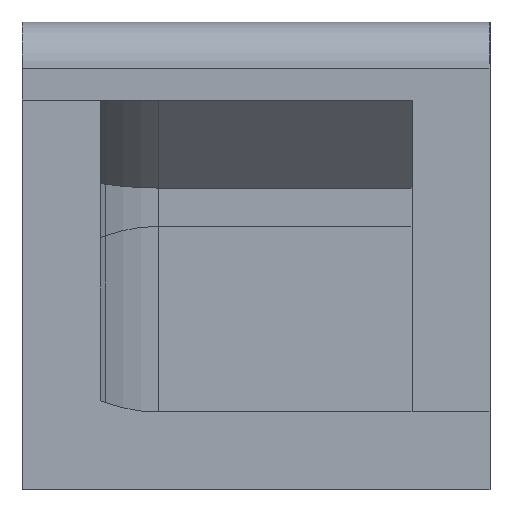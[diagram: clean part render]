
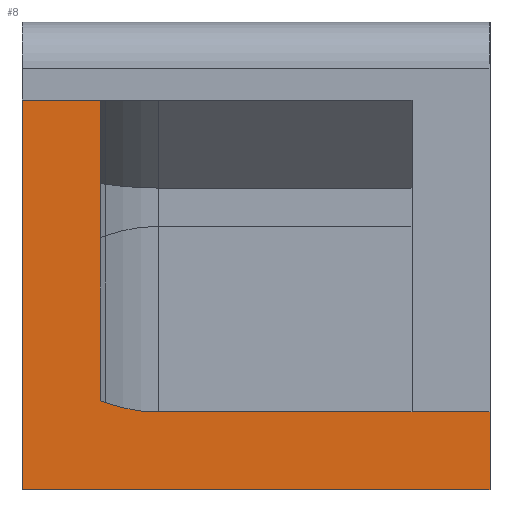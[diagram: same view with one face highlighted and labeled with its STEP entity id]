
A CAD part, front view. The second image highlights one B-rep face of the part: STEP entity #8.
In plain terms, the highlighted planar face has unit normal (0, -1, 0).
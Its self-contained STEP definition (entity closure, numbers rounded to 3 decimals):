
#8 = ADVANCED_FACE ( 'NONE', ( #268 ), #961, .T. ) ;
#108 = LINE ( 'NONE', #1431, #110 ) ;
#110 = VECTOR ( 'NONE', #1448, 1000. ) ;
#144 = VECTOR ( 'NONE', #998, 1000. ) ;
#154 = LINE ( 'NONE', #985, #144 ) ;
#170 = LINE ( 'NONE', #1046, #175 ) ;
#175 = VECTOR ( 'NONE', #1047, 1000. ) ;
#198 = VECTOR ( 'NONE', #1063, 1000. ) ;
#238 = LINE ( 'NONE', #1061, #198 ) ;
#268 = FACE_OUTER_BOUND ( 'NONE', #351, .T. ) ;
#351 = EDGE_LOOP ( 'NONE', ( #490, #478, #498, #458, #434, #470, #449, #475 ) ) ;
#434 = ORIENTED_EDGE ( 'NONE', *, *, #655, .F. ) ;
#449 = ORIENTED_EDGE ( 'NONE', *, *, #691, .T. ) ;
#458 = ORIENTED_EDGE ( 'NONE', *, *, #597, .F. ) ;
#470 = ORIENTED_EDGE ( 'NONE', *, *, #706, .T. ) ;
#475 = ORIENTED_EDGE ( 'NONE', *, *, #693, .F. ) ;
#478 = ORIENTED_EDGE ( 'NONE', *, *, #702, .T. ) ;
#490 = ORIENTED_EDGE ( 'NONE', *, *, #640, .F. ) ;
#498 = ORIENTED_EDGE ( 'NONE', *, *, #616, .T. ) ;
#597 = EDGE_CURVE ( 'NONE', #900, #908, #108, .T. ) ;
#616 = EDGE_CURVE ( 'NONE', #925, #908, #154, .T. ) ;
#640 = EDGE_CURVE ( 'NONE', #901, #889, #170, .T. ) ;
#655 = EDGE_CURVE ( 'NONE', #918, #900, #238, .T. ) ;
#691 = EDGE_CURVE ( 'NONE', #883, #919, #1498, .T. ) ;
#693 = EDGE_CURVE ( 'NONE', #889, #919, #1513, .T. ) ;
#702 = EDGE_CURVE ( 'NONE', #901, #925, #1527, .T. ) ;
#706 = EDGE_CURVE ( 'NONE', #918, #883, #1484, .T. ) ;
#730 = AXIS2_PLACEMENT_3D ( 'NONE', #955, #957, #959 ) ;
#792 = AXIS2_PLACEMENT_3D ( 'NONE', #1152, #1213, #1202 ) ;
#883 = VERTEX_POINT ( 'NONE', #1229 ) ;
#889 = VERTEX_POINT ( 'NONE', #1247 ) ;
#900 = VERTEX_POINT ( 'NONE', #1261 ) ;
#901 = VERTEX_POINT ( 'NONE', #1266 ) ;
#908 = VERTEX_POINT ( 'NONE', #1245 ) ;
#918 = VERTEX_POINT ( 'NONE', #1259 ) ;
#919 = VERTEX_POINT ( 'NONE', #1260 ) ;
#925 = VERTEX_POINT ( 'NONE', #1286 ) ;
#955 = CARTESIAN_POINT ( 'NONE',  ( -81.42, 38.674, 76.218 ) ) ;
#957 = DIRECTION ( 'NONE',  ( 0., -1., 0. ) ) ;
#959 = DIRECTION ( 'NONE',  ( 0., 0., -1. ) ) ;
#961 = PLANE ( 'NONE',  #730 ) ;
#985 = CARTESIAN_POINT ( 'NONE',  ( -74.043, 38.674, 62.15 ) ) ;
#998 = DIRECTION ( 'NONE',  ( -0.94, 0., 0.342 ) ) ;
#1046 = CARTESIAN_POINT ( 'NONE',  ( -78.022, 38.674, 51.218 ) ) ;
#1047 = DIRECTION ( 'NONE',  ( 1., 0., 0. ) ) ;
#1061 = CARTESIAN_POINT ( 'NONE',  ( -51.006, 38.674, 71.218 ) ) ;
#1063 = DIRECTION ( 'NONE',  ( 1., 0., 0. ) ) ;
#1152 = CARTESIAN_POINT ( 'NONE',  ( -42.243, 38.674, 61.218 ) ) ;
#1154 = CARTESIAN_POINT ( 'NONE',  ( -81.42, 38.674, 46.218 ) ) ;
#1160 = DIRECTION ( 'NONE',  ( 0., 0., -1. ) ) ;
#1162 = DIRECTION ( 'NONE',  ( 1., 0., 0. ) ) ;
#1163 = CARTESIAN_POINT ( 'NONE',  ( -21.006, 38.674, 76.218 ) ) ;
#1180 = DIRECTION ( 'NONE',  ( 0., 0., -1. ) ) ;
#1202 = DIRECTION ( 'NONE',  ( 0., 0., 1. ) ) ;
#1213 = DIRECTION ( 'NONE',  ( 0., 1., 0. ) ) ;
#1222 = CARTESIAN_POINT ( 'NONE',  ( -51.006, 38.674, 76.218 ) ) ;
#1229 = CARTESIAN_POINT ( 'NONE',  ( -51.006, 38.674, 46.218 ) ) ;
#1245 = CARTESIAN_POINT ( 'NONE',  ( -46.006, 38.674, 51.945 ) ) ;
#1247 = CARTESIAN_POINT ( 'NONE',  ( -21.006, 38.674, 51.218 ) ) ;
#1259 = CARTESIAN_POINT ( 'NONE',  ( -51.006, 38.674, 71.218 ) ) ;
#1260 = CARTESIAN_POINT ( 'NONE',  ( -21.006, 38.674, 46.218 ) ) ;
#1261 = CARTESIAN_POINT ( 'NONE',  ( -46.006, 38.674, 71.218 ) ) ;
#1266 = CARTESIAN_POINT ( 'NONE',  ( -42.243, 38.674, 51.218 ) ) ;
#1286 = CARTESIAN_POINT ( 'NONE',  ( -45.663, 38.674, 51.821 ) ) ;
#1431 = CARTESIAN_POINT ( 'NONE',  ( -46.006, 38.674, 51.218 ) ) ;
#1448 = DIRECTION ( 'NONE',  ( 0., 0., -1. ) ) ;
#1473 = VECTOR ( 'NONE', #1180, 1000. ) ;
#1484 = LINE ( 'NONE', #1222, #1473 ) ;
#1495 = VECTOR ( 'NONE', #1162, 1000. ) ;
#1498 = LINE ( 'NONE', #1154, #1495 ) ;
#1513 = LINE ( 'NONE', #1163, #1515 ) ;
#1515 = VECTOR ( 'NONE', #1160, 1000. ) ;
#1527 = CIRCLE ( 'NONE', #792, 10. ) ;
